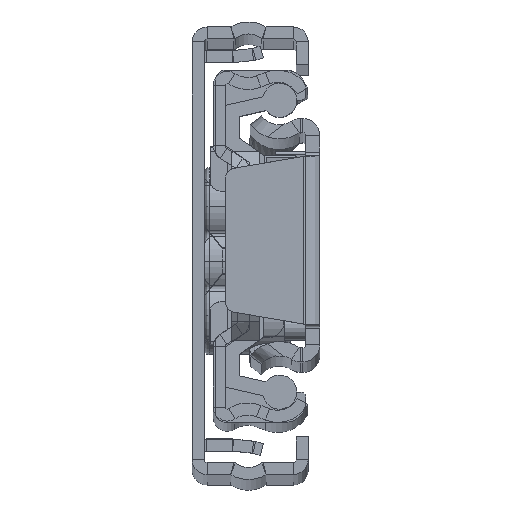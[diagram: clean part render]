
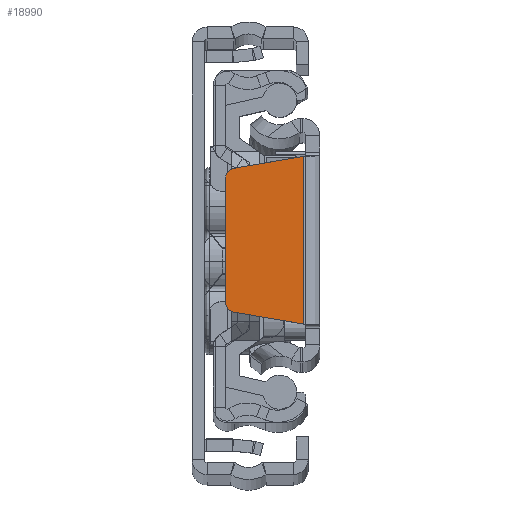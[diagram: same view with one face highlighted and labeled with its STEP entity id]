
A CAD part, top view. The second image highlights one B-rep face of the part: STEP entity #18990.
In plain terms, the highlighted planar face has unit normal (0, 0, 1).
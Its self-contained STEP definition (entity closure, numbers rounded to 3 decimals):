
#19 = VERTEX_POINT ( 'NONE', #4870 ) ;
#606 = ORIENTED_EDGE ( 'NONE', *, *, #16342, .F. ) ;
#1038 = CARTESIAN_POINT ( 'NONE',  ( -1.6, 8.333, 0. ) ) ;
#1270 = CIRCLE ( 'NONE', #18127, 1. ) ;
#1338 = CARTESIAN_POINT ( 'NONE',  ( -9.4, -6.156, 0. ) ) ;
#1970 = VECTOR ( 'NONE', #8012, 1000. ) ;
#2493 = CARTESIAN_POINT ( 'NONE',  ( -8.568, -7.142, 0. ) ) ;
#3089 = VERTEX_POINT ( 'NONE', #12136 ) ;
#3986 = FACE_OUTER_BOUND ( 'NONE', #20797, .T. ) ;
#4722 = DIRECTION ( 'NONE',  ( -1., 0., 0. ) ) ;
#4870 = CARTESIAN_POINT ( 'NONE',  ( -8.568, 7.142, 0. ) ) ;
#5435 = VERTEX_POINT ( 'NONE', #1038 ) ;
#5628 = ORIENTED_EDGE ( 'NONE', *, *, #14440, .F. ) ;
#5803 = DIRECTION ( 'NONE',  ( -0.986, 0.168, 0. ) ) ;
#7386 = LINE ( 'NONE', #17502, #13927 ) ;
#7575 = CARTESIAN_POINT ( 'NONE',  ( -1.6, -8.333, 0. ) ) ;
#7830 = CIRCLE ( 'NONE', #13438, 1. ) ;
#8012 = DIRECTION ( 'NONE',  ( 0., -1., 0. ) ) ;
#8558 = EDGE_CURVE ( 'NONE', #14124, #9319, #10063, .T. ) ;
#9298 = VECTOR ( 'NONE', #5803, 1000. ) ;
#9319 = VERTEX_POINT ( 'NONE', #11738 ) ;
#9638 = VECTOR ( 'NONE', #21392, 1000. ) ;
#9791 = CARTESIAN_POINT ( 'NONE',  ( -8.4, -6.156, 0. ) ) ;
#9938 = ORIENTED_EDGE ( 'NONE', *, *, #17337, .F. ) ;
#10005 = LINE ( 'NONE', #16674, #9298 ) ;
#10063 = LINE ( 'NONE', #19736, #9638 ) ;
#11738 = CARTESIAN_POINT ( 'NONE',  ( -9.4, 6.156, 0. ) ) ;
#11935 = EDGE_CURVE ( 'NONE', #9319, #19, #7830, .T. ) ;
#12136 = CARTESIAN_POINT ( 'NONE',  ( -1.6, -8.333, 0. ) ) ;
#12531 = LINE ( 'NONE', #7575, #1970 ) ;
#13263 = ORIENTED_EDGE ( 'NONE', *, *, #17297, .F. ) ;
#13438 = AXIS2_PLACEMENT_3D ( 'NONE', #21351, #19703, #14836 ) ;
#13630 = AXIS2_PLACEMENT_3D ( 'NONE', #20799, #19148, #17494 ) ;
#13927 = VECTOR ( 'NONE', #16053, 1000. ) ;
#14124 = VERTEX_POINT ( 'NONE', #1338 ) ;
#14440 = EDGE_CURVE ( 'NONE', #19, #5435, #7386, .T. ) ;
#14836 = DIRECTION ( 'NONE',  ( -1., 0., 0. ) ) ;
#15172 = VERTEX_POINT ( 'NONE', #2493 ) ;
#16053 = DIRECTION ( 'NONE',  ( 0.986, 0.168, 0. ) ) ;
#16342 = EDGE_CURVE ( 'NONE', #3089, #15172, #10005, .T. ) ;
#16674 = CARTESIAN_POINT ( 'NONE',  ( -8.568, -7.142, 0. ) ) ;
#17297 = EDGE_CURVE ( 'NONE', #5435, #3089, #12531, .T. ) ;
#17337 = EDGE_CURVE ( 'NONE', #15172, #14124, #1270, .T. ) ;
#17379 = PLANE ( 'NONE',  #13630 ) ;
#17494 = DIRECTION ( 'NONE',  ( -1., 0., 0. ) ) ;
#17502 = CARTESIAN_POINT ( 'NONE',  ( -1.5, 8.35, 0. ) ) ;
#17924 = DIRECTION ( 'NONE',  ( 0., 0., -1. ) ) ;
#18127 = AXIS2_PLACEMENT_3D ( 'NONE', #9791, #17924, #4722 ) ;
#18990 = ADVANCED_FACE ( 'NONE', ( #3986 ), #17379, .F. ) ;
#19148 = DIRECTION ( 'NONE',  ( 0., 0., -1. ) ) ;
#19544 = ORIENTED_EDGE ( 'NONE', *, *, #11935, .F. ) ;
#19703 = DIRECTION ( 'NONE',  ( 0., 0., -1. ) ) ;
#19736 = CARTESIAN_POINT ( 'NONE',  ( -9.4, 6.156, 0. ) ) ;
#20797 = EDGE_LOOP ( 'NONE', ( #13263, #5628, #19544, #21187, #9938, #606 ) ) ;
#20799 = CARTESIAN_POINT ( 'NONE',  ( -8.4, 6.156, 0. ) ) ;
#21187 = ORIENTED_EDGE ( 'NONE', *, *, #8558, .F. ) ;
#21351 = CARTESIAN_POINT ( 'NONE',  ( -8.4, 6.156, 0. ) ) ;
#21392 = DIRECTION ( 'NONE',  ( 0., 1., 0. ) ) ;
